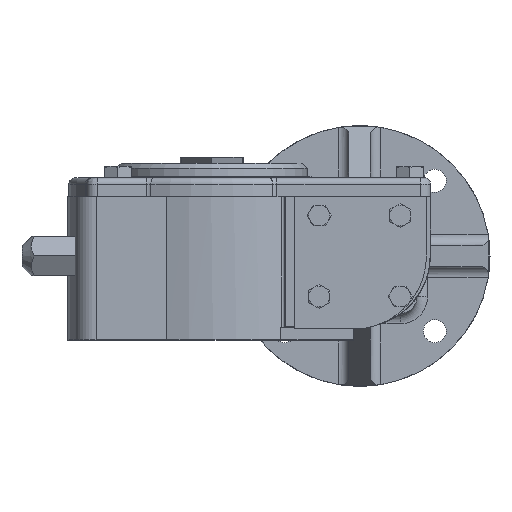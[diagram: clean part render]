
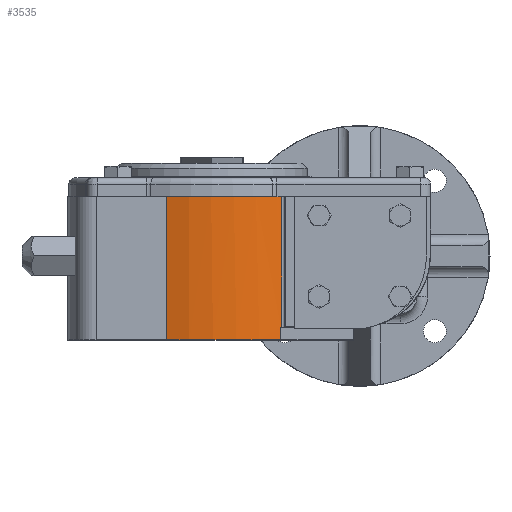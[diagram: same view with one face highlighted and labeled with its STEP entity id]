
A CAD part, left-side view. The second image highlights one B-rep face of the part: STEP entity #3535.
In plain terms, the highlighted cylindrical face has radius 69 mm (diameter 138 mm), a partial arc.
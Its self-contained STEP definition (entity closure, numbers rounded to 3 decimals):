
#3535 = ADVANCED_FACE( '', ( #7422 ), #7423, .T. );
#7422 = FACE_OUTER_BOUND( '', #14380, .T. );
#7423 = CYLINDRICAL_SURFACE( '', #14381, 69. );
#14380 = EDGE_LOOP( '', ( #25753, #25754, #25755, #25756, #25757, #25758, #25759, #25760 ) );
#14381 = AXIS2_PLACEMENT_3D( '', #25761, #25762, #25763 );
#25753 = ORIENTED_EDGE( '', *, *, #28586, .T. );
#25754 = ORIENTED_EDGE( '', *, *, #29555, .T. );
#25755 = ORIENTED_EDGE( '', *, *, #30932, .F. );
#25756 = ORIENTED_EDGE( '', *, *, #28249, .F. );
#25757 = ORIENTED_EDGE( '', *, *, #28197, .T. );
#25758 = ORIENTED_EDGE( '', *, *, #30726, .T. );
#25759 = ORIENTED_EDGE( '', *, *, #29656, .F. );
#25760 = ORIENTED_EDGE( '', *, *, #30004, .T. );
#25761 = CARTESIAN_POINT( '', ( 0., 0., 9. ) );
#25762 = DIRECTION( '', ( 0., 0., 1. ) );
#25763 = DIRECTION( '', ( -1., 0., 0. ) );
#28197 = EDGE_CURVE( '', #33424, #33428, #33430, .T. );
#28249 = EDGE_CURVE( '', #33424, #33512, #33513, .T. );
#28586 = EDGE_CURVE( '', #34081, #34079, #34082, .F. );
#29555 = EDGE_CURVE( '', #34079, #35535, #35536, .T. );
#29656 = EDGE_CURVE( '', #35670, #35671, #35672, .T. );
#30004 = EDGE_CURVE( '', #35670, #34081, #36122, .T. );
#30726 = EDGE_CURVE( '', #33428, #35671, #37018, .T. );
#30932 = EDGE_CURVE( '', #33512, #35535, #37245, .T. );
#33424 = VERTEX_POINT( '', #41794 );
#33428 = VERTEX_POINT( '', #41800 );
#33430 = LINE( '', #41803, #41804 );
#33512 = VERTEX_POINT( '', #41939 );
#33513 = CIRCLE( '', #41940, 69. );
#34079 = VERTEX_POINT( '', #43007 );
#34081 = VERTEX_POINT( '', #43009 );
#34082 = LINE( '', #43010, #43011 );
#35535 = VERTEX_POINT( '', #46341 );
#35536 = CIRCLE( '', #46342, 69. );
#35670 = VERTEX_POINT( '', #46609 );
#35671 = VERTEX_POINT( '', #46610 );
#35672 = LINE( '', #46611, #46612 );
#36122 = CIRCLE( '', #47798, 69. );
#37018 = CIRCLE( '', #49722, 69. );
#37245 = LINE( '', #50186, #50187 );
#41794 = CARTESIAN_POINT( '', ( -65.5, 21.697, 71.679 ) );
#41800 = CARTESIAN_POINT( '', ( -65.5, 21.697, 3. ) );
#41803 = CARTESIAN_POINT( '', ( -65.5, 21.697, 9. ) );
#41804 = VECTOR( '', #52333, 1000. );
#41939 = CARTESIAN_POINT( '', ( -61.5, -31.285, 71.679 ) );
#41940 = AXIS2_PLACEMENT_3D( '', #52384, #52385, #52386 );
#43007 = CARTESIAN_POINT( '', ( -60.314, -33.514, 71.669 ) );
#43009 = CARTESIAN_POINT( '', ( -60.314, -33.514, 9. ) );
#43010 = CARTESIAN_POINT( '', ( -60.314, -33.514, 9. ) );
#43011 = VECTOR( '', #52801, 1000. );
#46341 = CARTESIAN_POINT( '', ( -61.5, -31.285, 71.669 ) );
#46342 = AXIS2_PLACEMENT_3D( '', #53869, #53870, #53871 );
#46609 = CARTESIAN_POINT( '', ( -60.5, -33.178, 9. ) );
#46610 = CARTESIAN_POINT( '', ( -60.5, -33.178, 3. ) );
#46611 = CARTESIAN_POINT( '', ( -60.5, -33.178, 9. ) );
#46612 = VECTOR( '', #53987, 1000. );
#47798 = AXIS2_PLACEMENT_3D( '', #54345, #54346, #54347 );
#49722 = AXIS2_PLACEMENT_3D( '', #54986, #54987, #54988 );
#50186 = CARTESIAN_POINT( '', ( -61.5, -31.285, 71.674 ) );
#50187 = VECTOR( '', #55146, 1000. );
#52333 = DIRECTION( '', ( 0., 0., -1. ) );
#52384 = CARTESIAN_POINT( '', ( 0., 0., 71.679 ) );
#52385 = DIRECTION( '', ( 0., 0., 1. ) );
#52386 = DIRECTION( '', ( 1., 0., 0. ) );
#52801 = DIRECTION( '', ( 0., 0., -1. ) );
#53869 = CARTESIAN_POINT( '', ( 0., 0., 71.669 ) );
#53870 = DIRECTION( '', ( 0., 0., -1. ) );
#53871 = DIRECTION( '', ( -1., 0., 0. ) );
#53987 = DIRECTION( '', ( 0., 0., -1. ) );
#54345 = CARTESIAN_POINT( '', ( 0., 0., 9. ) );
#54346 = DIRECTION( '', ( 0., 0., 1. ) );
#54347 = DIRECTION( '', ( 1., 0., 0. ) );
#54986 = CARTESIAN_POINT( '', ( 0., 0., 3. ) );
#54987 = DIRECTION( '', ( 0., 0., 1. ) );
#54988 = DIRECTION( '', ( 1., 0., 0. ) );
#55146 = DIRECTION( '', ( 0., 0., -1. ) );
